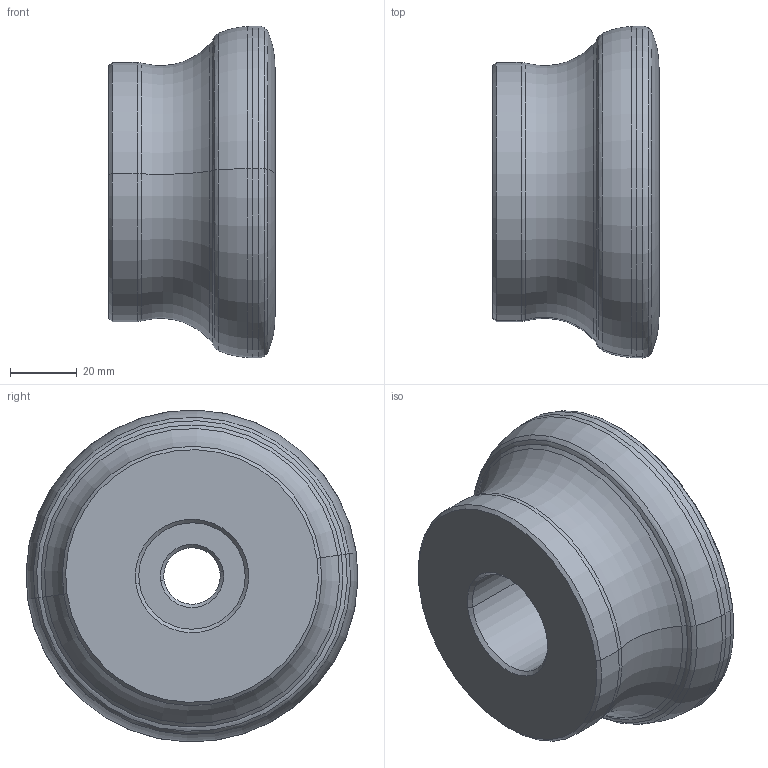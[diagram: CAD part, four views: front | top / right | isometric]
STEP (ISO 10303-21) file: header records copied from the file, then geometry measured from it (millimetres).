
FILE_DESCRIPTION(('CATIA V5 STEP Exchange'),'2;1');
FILE_NAME('Bm55666-FT_BF90_SD18-100_Z06.stp','2019-05-13T12:08:18+00:00',('none'),('none'),'CATIA Version 5-6 Release 2016 SP5 HF39','CATIA V5 STEP AP203','none');
FILE_SCHEMA(('CONFIG_CONTROL_DESIGN'));
Length unit declared in the file: millimetre
Products named in the file (1): Bm55666-KSK_Kontrolle_Schnittkontur SDMT18-HFC
Bounding box: 50 x 99.83 x 99.83 mm (x, y, z)
Volume: 242194.2 mm3; surface area: 29772.8 mm2
Topology: 1 solids, 1 shells, 53 faces, 106 edges, 56 vertices
Faces by surface type: torus 14, revolution 14, cone 12, cylinder 8, plane 3, sphere 2
Entity records: 1505 total; most frequent: CARTESIAN_POINT 488, ORIENTED_EDGE 212, DIRECTION 149, EDGE_CURVE 106, AXIS2_PLACEMENT_3D 96, CIRCLE 74, EDGE_LOOP 56, VERTEX_POINT 56
